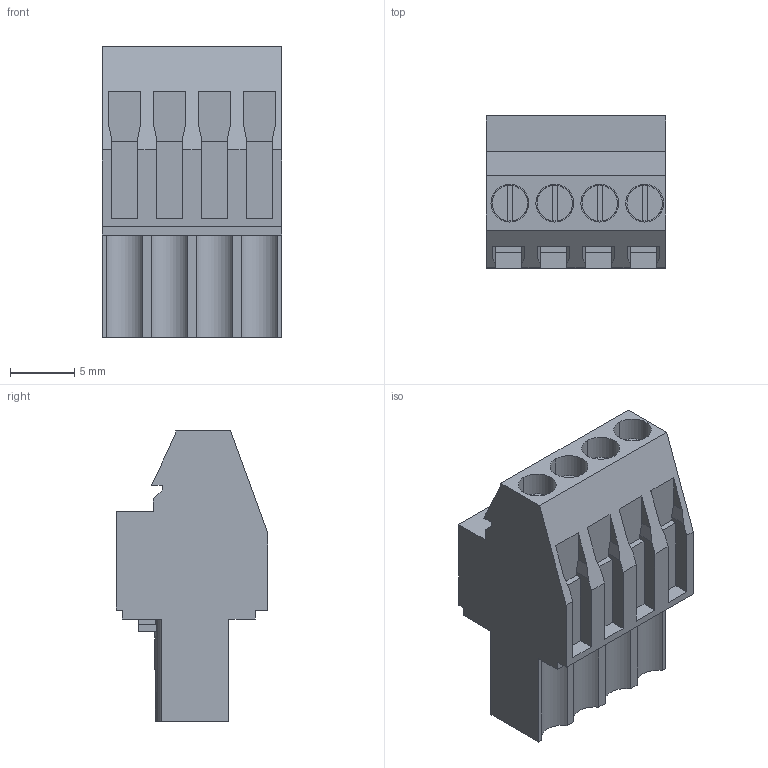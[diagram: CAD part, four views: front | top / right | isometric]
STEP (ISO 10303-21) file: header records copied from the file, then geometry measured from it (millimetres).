
FILE_DESCRIPTION(('CATIA V5 STEP Exchange','CAx-IF Rec.Pracs.--- Model Styling and Organization---1.2---2011-12-15'),'2;1');
FILE_NAME ('D1454031_0_1638800000_1638800000.stp','2017-03-10T10:17:53+00:00',('none'),('Weidmueller'),'CATIA Version 5-6 Release 2014','CATIA V5 STEP AP214','none');
FILE_SCHEMA(('AUTOMOTIVE_DESIGN { 1 0 10303 214 1 1 1 1 }'));
Length unit declared in the file: millimetre
Products named in the file (1): 1638800000
Bounding box: 14 x 11.83 x 22.6 mm (x, y, z)
Volume: 2153.8 mm3; surface area: 1893.1 mm2
Topology: 5 solids, 5 shells, 246 faces, 675 edges, 455 vertices
Faces by surface type: plane 214, cylinder 32
Entity records: 7379 total; most frequent: ORIENTED_EDGE 1350, CARTESIAN_POINT 1316, DIRECTION 1045, EDGE_CURVE 675, VECTOR 571, LINE 571, VERTEX_POINT 455, AXIS2_PLACEMENT_3D 290
